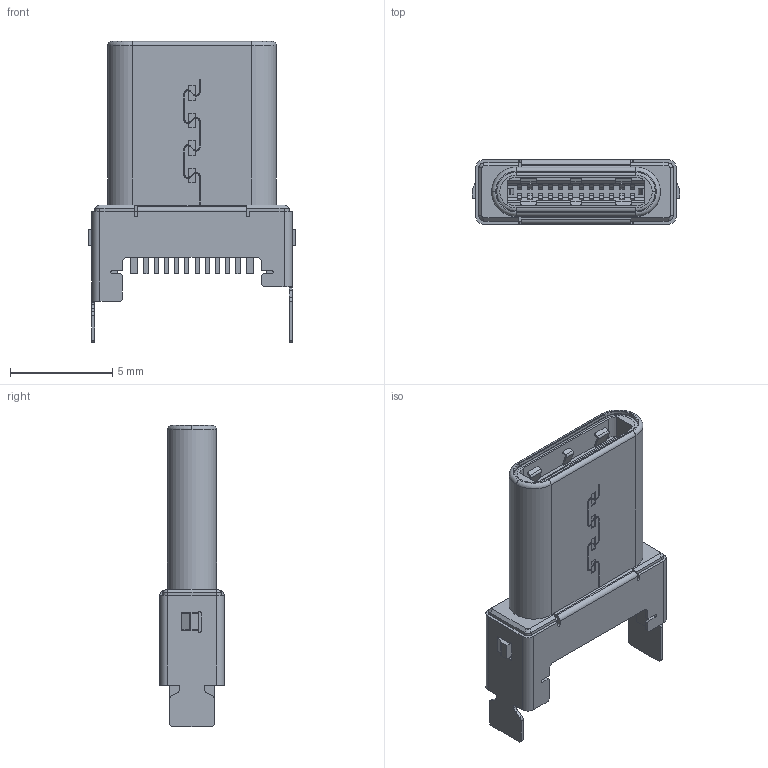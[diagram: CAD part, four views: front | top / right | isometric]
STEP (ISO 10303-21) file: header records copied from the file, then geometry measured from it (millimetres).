
FILE_DESCRIPTION (( 'STEP AP214' ), '1' );
FILE_NAME ('DX07P024MJ1R1500.STEP', '2021-01-24T14:56:11', ( '' ), ( '' ), 'SwSTEP 2.0', 'SolidWorks 2017', '' );
FILE_SCHEMA (( 'AUTOMOTIVE_DESIGN' ));
Length unit declared in the file: millimetre
Products named in the file (1): DX07P024MJ1R1500
Bounding box: 10.16 x 3.15 x 14.72 mm (x, y, z)
Volume: 193.7 mm3; surface area: 998.5 mm2
Topology: 62 solids, 62 shells, 886 faces, 2265 edges, 1498 vertices
Faces by surface type: plane 691, cylinder 182, torus 9, cone 4
Entity records: 36933 total; most frequent: CARTESIAN_POINT 4650, ORIENTED_EDGE 4530, DIRECTION 4438, EDGE_CURVE 2265, VECTOR 1866, LINE 1866, VERTEX_POINT 1498, AXIS2_PLACEMENT_3D 1286
